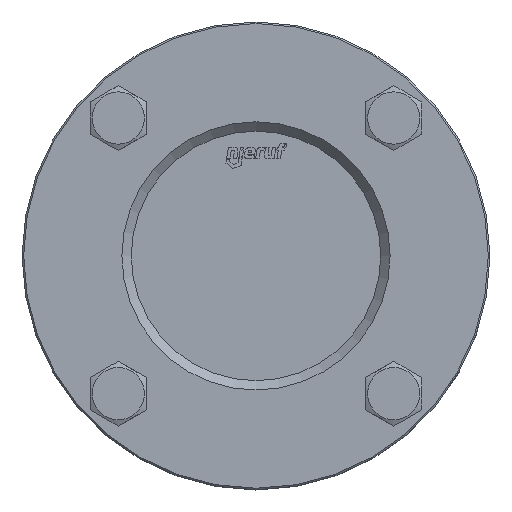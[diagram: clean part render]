
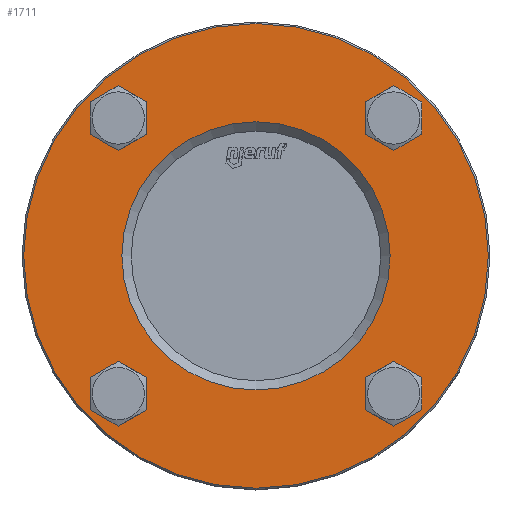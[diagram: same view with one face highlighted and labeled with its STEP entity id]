
A CAD part, top view. The second image highlights one B-rep face of the part: STEP entity #1711.
In plain terms, the highlighted planar face has unit normal (0, 0, 1).
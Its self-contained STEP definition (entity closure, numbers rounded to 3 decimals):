
#1297=CARTESIAN_POINT('',(-37.694,-44.194,20.5));
#1298=VERTEX_POINT('',#1297);
#1307=CARTESIAN_POINT('',(-50.694,-44.194,20.5));
#1308=VERTEX_POINT('',#1307);
#1309=CARTESIAN_POINT('',(-44.194,-44.194,20.5));
#1310=DIRECTION('',(0.,0.,1.));
#1311=DIRECTION('',(1.,0.,-0.));
#1312=AXIS2_PLACEMENT_3D('',#1309,#1310,#1311);
#1313=CIRCLE('',#1312,6.5);
#1314=EDGE_CURVE('NONE',#1298,#1308,#1313,.T.);
#1316=CARTESIAN_POINT('',(-44.194,-44.194,20.5));
#1317=DIRECTION('',(0.,0.,1.));
#1318=DIRECTION('',(1.,0.,-0.));
#1319=AXIS2_PLACEMENT_3D('',#1316,#1317,#1318);
#1320=CIRCLE('',#1319,6.5);
#1321=EDGE_CURVE('NONE',#1308,#1298,#1320,.T.);
#1348=CARTESIAN_POINT('',(50.694,-44.194,20.5));
#1349=VERTEX_POINT('',#1348);
#1358=CARTESIAN_POINT('',(37.694,-44.194,20.5));
#1359=VERTEX_POINT('',#1358);
#1360=CARTESIAN_POINT('',(44.194,-44.194,20.5));
#1361=DIRECTION('',(0.,0.,1.));
#1362=DIRECTION('',(1.,0.,-0.));
#1363=AXIS2_PLACEMENT_3D('',#1360,#1361,#1362);
#1364=CIRCLE('',#1363,6.5);
#1365=EDGE_CURVE('NONE',#1349,#1359,#1364,.T.);
#1367=CARTESIAN_POINT('',(44.194,-44.194,20.5));
#1368=DIRECTION('',(0.,0.,1.));
#1369=DIRECTION('',(1.,0.,-0.));
#1370=AXIS2_PLACEMENT_3D('',#1367,#1368,#1369);
#1371=CIRCLE('',#1370,6.5);
#1372=EDGE_CURVE('NONE',#1359,#1349,#1371,.T.);
#1399=CARTESIAN_POINT('',(50.694,44.194,20.5));
#1400=VERTEX_POINT('',#1399);
#1409=CARTESIAN_POINT('',(37.694,44.194,20.5));
#1410=VERTEX_POINT('',#1409);
#1411=CARTESIAN_POINT('',(44.194,44.194,20.5));
#1412=DIRECTION('',(0.,0.,1.));
#1413=DIRECTION('',(1.,0.,-0.));
#1414=AXIS2_PLACEMENT_3D('',#1411,#1412,#1413);
#1415=CIRCLE('',#1414,6.5);
#1416=EDGE_CURVE('NONE',#1400,#1410,#1415,.T.);
#1418=CARTESIAN_POINT('',(44.194,44.194,20.5));
#1419=DIRECTION('',(0.,0.,1.));
#1420=DIRECTION('',(1.,0.,-0.));
#1421=AXIS2_PLACEMENT_3D('',#1418,#1419,#1420);
#1422=CIRCLE('',#1421,6.5);
#1423=EDGE_CURVE('NONE',#1410,#1400,#1422,.T.);
#1450=CARTESIAN_POINT('',(-37.694,44.194,20.5));
#1451=VERTEX_POINT('',#1450);
#1460=CARTESIAN_POINT('',(-50.694,44.194,20.5));
#1461=VERTEX_POINT('',#1460);
#1462=CARTESIAN_POINT('',(-44.194,44.194,20.5));
#1463=DIRECTION('',(0.,0.,1.));
#1464=DIRECTION('',(1.,0.,-0.));
#1465=AXIS2_PLACEMENT_3D('',#1462,#1463,#1464);
#1466=CIRCLE('',#1465,6.5);
#1467=EDGE_CURVE('NONE',#1451,#1461,#1466,.T.);
#1469=CARTESIAN_POINT('',(-44.194,44.194,20.5));
#1470=DIRECTION('',(0.,0.,1.));
#1471=DIRECTION('',(1.,0.,-0.));
#1472=AXIS2_PLACEMENT_3D('',#1469,#1470,#1471);
#1473=CIRCLE('',#1472,6.5);
#1474=EDGE_CURVE('NONE',#1461,#1451,#1473,.T.);
#1635=CARTESIAN_POINT('',(43.,-0.,20.5));
#1636=VERTEX_POINT('',#1635);
#1643=CARTESIAN_POINT('',(-43.,-0.,20.5));
#1644=VERTEX_POINT('',#1643);
#1645=CARTESIAN_POINT('',(0.,0.,20.5));
#1646=DIRECTION('',(-0.,-0.,-1.));
#1647=DIRECTION('',(1.,0.,-0.));
#1648=AXIS2_PLACEMENT_3D('',#1645,#1646,#1647);
#1649=CIRCLE('',#1648,43.);
#1650=EDGE_CURVE('NONE',#1644,#1636,#1649,.T.);
#1652=CARTESIAN_POINT('',(0.,0.,20.5));
#1653=DIRECTION('',(-0.,-0.,-1.));
#1654=DIRECTION('',(1.,0.,-0.));
#1655=AXIS2_PLACEMENT_3D('',#1652,#1653,#1654);
#1656=CIRCLE('',#1655,43.);
#1657=EDGE_CURVE('NONE',#1636,#1644,#1656,.T.);
#1666=CARTESIAN_POINT('',(0.,43.,20.5));
#1667=DIRECTION('',(0.,0.,1.));
#1668=DIRECTION('',(1.,0.,0.));
#1669=AXIS2_PLACEMENT_3D('',#1666,#1667,#1668);
#1670=PLANE('',#1669);
#1671=CARTESIAN_POINT('',(74.5,-0.,20.5));
#1672=VERTEX_POINT('',#1671);
#1673=CARTESIAN_POINT('',(-74.5,0.,20.5));
#1674=VERTEX_POINT('',#1673);
#1675=CARTESIAN_POINT('',(0.,0.,20.5));
#1676=DIRECTION('',(0.,0.,1.));
#1677=DIRECTION('',(1.,0.,-0.));
#1678=AXIS2_PLACEMENT_3D('',#1675,#1676,#1677);
#1679=CIRCLE('',#1678,74.5);
#1680=EDGE_CURVE('',#1672,#1674,#1679,.T.);
#1681=ORIENTED_EDGE('',*,*,#1680,.T.);
#1682=CARTESIAN_POINT('',(0.,0.,20.5));
#1683=DIRECTION('',(0.,0.,1.));
#1684=DIRECTION('',(1.,0.,-0.));
#1685=AXIS2_PLACEMENT_3D('',#1682,#1683,#1684);
#1686=CIRCLE('',#1685,74.5);
#1687=EDGE_CURVE('',#1674,#1672,#1686,.T.);
#1688=ORIENTED_EDGE('',*,*,#1687,.T.);
#1689=EDGE_LOOP('',(#1681,#1688));
#1690=FACE_BOUND('',#1689,.T.);
#1691=ORIENTED_EDGE('',*,*,#1314,.F.);
#1692=ORIENTED_EDGE('',*,*,#1321,.F.);
#1693=EDGE_LOOP('',(#1691,#1692));
#1694=FACE_BOUND('',#1693,.T.);
#1695=ORIENTED_EDGE('',*,*,#1365,.F.);
#1696=ORIENTED_EDGE('',*,*,#1372,.F.);
#1697=EDGE_LOOP('',(#1695,#1696));
#1698=FACE_BOUND('',#1697,.T.);
#1699=ORIENTED_EDGE('',*,*,#1416,.F.);
#1700=ORIENTED_EDGE('',*,*,#1423,.F.);
#1701=EDGE_LOOP('',(#1699,#1700));
#1702=FACE_BOUND('',#1701,.T.);
#1703=ORIENTED_EDGE('',*,*,#1467,.F.);
#1704=ORIENTED_EDGE('',*,*,#1474,.F.);
#1705=EDGE_LOOP('',(#1703,#1704));
#1706=FACE_BOUND('',#1705,.T.);
#1707=ORIENTED_EDGE('',*,*,#1657,.T.);
#1708=ORIENTED_EDGE('',*,*,#1650,.T.);
#1709=EDGE_LOOP('',(#1707,#1708));
#1710=FACE_BOUND('',#1709,.T.);
#1711=ADVANCED_FACE('NONE',(#1690,#1694,#1698,#1702,#1706,#1710),#1670,.T.);
